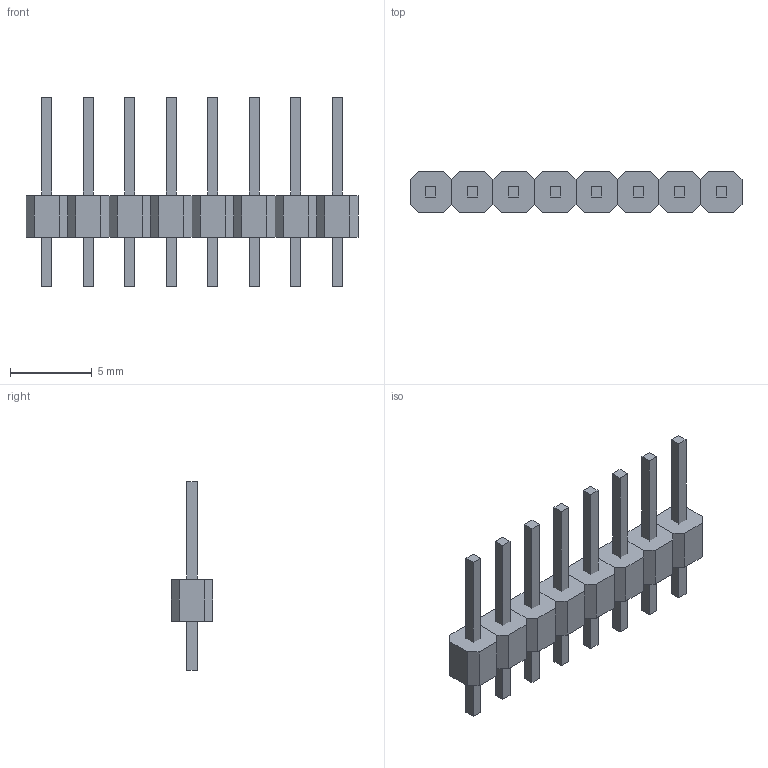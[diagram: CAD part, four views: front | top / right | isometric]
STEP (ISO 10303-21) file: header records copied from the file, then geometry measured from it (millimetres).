
FILE_DESCRIPTION (( 'STEP AP214' ), '1' );
FILE_NAME ('1001-8.STEP', '2008-07-31T12:29:25', ( 'j' ), ( '' ), 'SwSTEP 2.0', 'SolidWorks 2004231', '' );
FILE_SCHEMA (( 'AUTOMOTIVE_DESIGN' ));
Length unit declared in the file: millimetre
Products named in the file (1): 1001-8
Bounding box: 20.32 x 2.54 x 11.54 mm (x, y, z)
Volume: 158.8 mm3; surface area: 520.8 mm2
Topology: 16 solids, 16 shells, 128 faces, 288 edges, 192 vertices
Faces by surface type: plane 128
Entity records: 4530 total; most frequent: CARTESIAN_POINT 609, ORIENTED_EDGE 576, DIRECTION 546, EDGE_CURVE 288, VECTOR 288, LINE 288, VERTEX_POINT 192, AXIS2_PLACEMENT_3D 129
